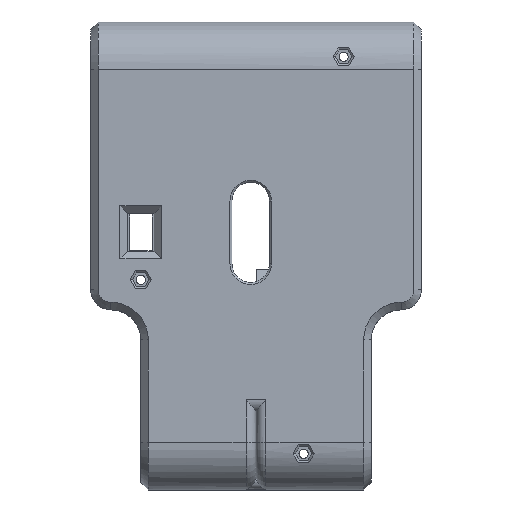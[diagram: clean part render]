
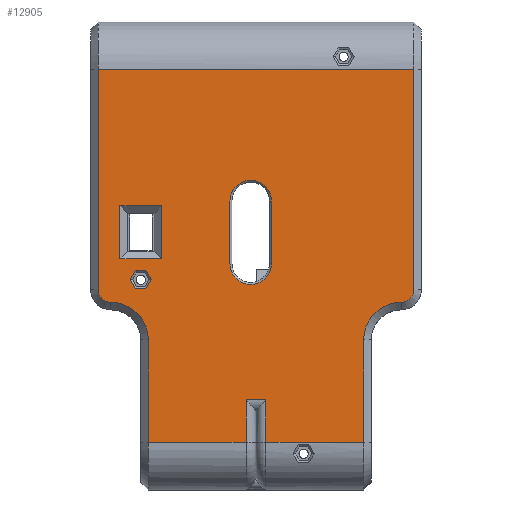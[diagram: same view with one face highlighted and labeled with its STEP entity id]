
A CAD part, top view. The second image highlights one B-rep face of the part: STEP entity #12905.
In plain terms, the highlighted planar face has unit normal (0, 0, 1).
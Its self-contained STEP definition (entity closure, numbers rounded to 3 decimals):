
#105=CIRCLE('',#13600,15.);
#106=CIRCLE('',#13601,5.);
#107=CIRCLE('',#13602,5.);
#108=CIRCLE('',#13603,15.);
#109=CIRCLE('',#13604,8.3);
#110=CIRCLE('',#13605,8.3);
#1167=FACE_BOUND('',#2116,.T.);
#1168=FACE_BOUND('',#2117,.T.);
#1169=FACE_BOUND('',#2118,.T.);
#1381=FACE_OUTER_BOUND('',#2115,.T.);
#2115=EDGE_LOOP('',(#9450,#9451,#9452,#9453,#9454,#9455,#9456,#9457,#9458,
#9459,#9460,#9461,#9462,#9463));
#2116=EDGE_LOOP('',(#9464,#9465,#9466,#9467,#9468,#9469));
#2117=EDGE_LOOP('',(#9470,#9471,#9472,#9473));
#2118=EDGE_LOOP('',(#9474,#9475,#9476,#9477));
#3143=LINE('',#18570,#4358);
#3145=LINE('',#18585,#4360);
#3146=LINE('',#18587,#4361);
#3147=LINE('',#18589,#4362);
#3148=LINE('',#18591,#4363);
#3149=LINE('',#18597,#4364);
#3150=LINE('',#18599,#4365);
#3151=LINE('',#18601,#4366);
#3152=LINE('',#18607,#4367);
#3153=LINE('',#18608,#4368);
#3154=LINE('',#18611,#4369);
#3155=LINE('',#18613,#4370);
#3156=LINE('',#18615,#4371);
#3157=LINE('',#18617,#4372);
#3158=LINE('',#18619,#4373);
#3159=LINE('',#18620,#4374);
#3160=LINE('',#18623,#4375);
#3161=LINE('',#18625,#4376);
#3162=LINE('',#18627,#4377);
#3163=LINE('',#18628,#4378);
#3164=LINE('',#18633,#4379);
#3165=LINE('',#18636,#4380);
#4358=VECTOR('',#14675,10.);
#4360=VECTOR('',#14679,10.);
#4361=VECTOR('',#14680,10.);
#4362=VECTOR('',#14681,10.);
#4363=VECTOR('',#14682,10.);
#4364=VECTOR('',#14687,10.);
#4365=VECTOR('',#14688,10.);
#4366=VECTOR('',#14689,10.);
#4367=VECTOR('',#14694,10.);
#4368=VECTOR('',#14695,10.);
#4369=VECTOR('',#14696,10.);
#4370=VECTOR('',#14697,10.);
#4371=VECTOR('',#14698,10.);
#4372=VECTOR('',#14699,10.);
#4373=VECTOR('',#14700,10.);
#4374=VECTOR('',#14701,10.);
#4375=VECTOR('',#14702,10.);
#4376=VECTOR('',#14703,10.);
#4377=VECTOR('',#14704,10.);
#4378=VECTOR('',#14705,10.);
#4379=VECTOR('',#14708,10.);
#4380=VECTOR('',#14711,10.);
#5594=VERTEX_POINT('',#18558);
#5595=VERTEX_POINT('',#18569);
#5597=VERTEX_POINT('',#18584);
#5598=VERTEX_POINT('',#18586);
#5599=VERTEX_POINT('',#18588);
#5600=VERTEX_POINT('',#18590);
#5601=VERTEX_POINT('',#18592);
#5602=VERTEX_POINT('',#18594);
#5603=VERTEX_POINT('',#18596);
#5604=VERTEX_POINT('',#18598);
#5605=VERTEX_POINT('',#18600);
#5606=VERTEX_POINT('',#18602);
#5607=VERTEX_POINT('',#18604);
#5608=VERTEX_POINT('',#18606);
#5609=VERTEX_POINT('',#18609);
#5610=VERTEX_POINT('',#18610);
#5611=VERTEX_POINT('',#18612);
#5612=VERTEX_POINT('',#18614);
#5613=VERTEX_POINT('',#18616);
#5614=VERTEX_POINT('',#18618);
#5615=VERTEX_POINT('',#18621);
#5616=VERTEX_POINT('',#18622);
#5617=VERTEX_POINT('',#18624);
#5618=VERTEX_POINT('',#18626);
#5619=VERTEX_POINT('',#18629);
#5620=VERTEX_POINT('',#18630);
#5621=VERTEX_POINT('',#18632);
#5622=VERTEX_POINT('',#18634);
#7067=EDGE_CURVE('',#5594,#5595,#3143,.T.);
#7070=EDGE_CURVE('',#5595,#5597,#3145,.T.);
#7071=EDGE_CURVE('',#5598,#5594,#3146,.T.);
#7072=EDGE_CURVE('',#5599,#5598,#3147,.T.);
#7073=EDGE_CURVE('',#5600,#5599,#3148,.T.);
#7074=EDGE_CURVE('',#5601,#5600,#105,.T.);
#7075=EDGE_CURVE('',#5602,#5601,#106,.T.);
#7076=EDGE_CURVE('',#5603,#5602,#3149,.T.);
#7077=EDGE_CURVE('',#5604,#5603,#3150,.T.);
#7078=EDGE_CURVE('',#5605,#5604,#3151,.T.);
#7079=EDGE_CURVE('',#5606,#5605,#107,.T.);
#7080=EDGE_CURVE('',#5607,#5606,#108,.T.);
#7081=EDGE_CURVE('',#5608,#5607,#3152,.T.);
#7082=EDGE_CURVE('',#5597,#5608,#3153,.T.);
#7083=EDGE_CURVE('',#5609,#5610,#3154,.T.);
#7084=EDGE_CURVE('',#5611,#5609,#3155,.T.);
#7085=EDGE_CURVE('',#5612,#5611,#3156,.T.);
#7086=EDGE_CURVE('',#5613,#5612,#3157,.T.);
#7087=EDGE_CURVE('',#5614,#5613,#3158,.T.);
#7088=EDGE_CURVE('',#5610,#5614,#3159,.T.);
#7089=EDGE_CURVE('',#5615,#5616,#3160,.T.);
#7090=EDGE_CURVE('',#5617,#5615,#3161,.T.);
#7091=EDGE_CURVE('',#5618,#5617,#3162,.T.);
#7092=EDGE_CURVE('',#5616,#5618,#3163,.T.);
#7093=EDGE_CURVE('',#5619,#5620,#109,.T.);
#7094=EDGE_CURVE('',#5621,#5619,#3164,.T.);
#7095=EDGE_CURVE('',#5622,#5621,#110,.T.);
#7096=EDGE_CURVE('',#5620,#5622,#3165,.T.);
#9450=ORIENTED_EDGE('',*,*,#7070,.F.);
#9451=ORIENTED_EDGE('',*,*,#7067,.F.);
#9452=ORIENTED_EDGE('',*,*,#7071,.F.);
#9453=ORIENTED_EDGE('',*,*,#7072,.F.);
#9454=ORIENTED_EDGE('',*,*,#7073,.F.);
#9455=ORIENTED_EDGE('',*,*,#7074,.F.);
#9456=ORIENTED_EDGE('',*,*,#7075,.F.);
#9457=ORIENTED_EDGE('',*,*,#7076,.F.);
#9458=ORIENTED_EDGE('',*,*,#7077,.F.);
#9459=ORIENTED_EDGE('',*,*,#7078,.F.);
#9460=ORIENTED_EDGE('',*,*,#7079,.F.);
#9461=ORIENTED_EDGE('',*,*,#7080,.F.);
#9462=ORIENTED_EDGE('',*,*,#7081,.F.);
#9463=ORIENTED_EDGE('',*,*,#7082,.F.);
#9464=ORIENTED_EDGE('',*,*,#7083,.F.);
#9465=ORIENTED_EDGE('',*,*,#7084,.F.);
#9466=ORIENTED_EDGE('',*,*,#7085,.F.);
#9467=ORIENTED_EDGE('',*,*,#7086,.F.);
#9468=ORIENTED_EDGE('',*,*,#7087,.F.);
#9469=ORIENTED_EDGE('',*,*,#7088,.F.);
#9470=ORIENTED_EDGE('',*,*,#7089,.F.);
#9471=ORIENTED_EDGE('',*,*,#7090,.F.);
#9472=ORIENTED_EDGE('',*,*,#7091,.F.);
#9473=ORIENTED_EDGE('',*,*,#7092,.F.);
#9474=ORIENTED_EDGE('',*,*,#7093,.F.);
#9475=ORIENTED_EDGE('',*,*,#7094,.F.);
#9476=ORIENTED_EDGE('',*,*,#7095,.F.);
#9477=ORIENTED_EDGE('',*,*,#7096,.F.);
#12488=PLANE('',#13599);
#12905=ADVANCED_FACE('',(#1381,#1167,#1168,#1169),#12488,.T.);
#13599=AXIS2_PLACEMENT_3D('',#18583,#14677,#14678);
#13600=AXIS2_PLACEMENT_3D('',#18593,#14683,#14684);
#13601=AXIS2_PLACEMENT_3D('',#18595,#14685,#14686);
#13602=AXIS2_PLACEMENT_3D('',#18603,#14690,#14691);
#13603=AXIS2_PLACEMENT_3D('',#18605,#14692,#14693);
#13604=AXIS2_PLACEMENT_3D('',#18631,#14706,#14707);
#13605=AXIS2_PLACEMENT_3D('',#18635,#14709,#14710);
#14675=DIRECTION('',(-1.,0.,0.));
#14677=DIRECTION('center_axis',(0.,0.,1.));
#14678=DIRECTION('ref_axis',(1.,0.,0.));
#14679=DIRECTION('',(0.,-1.,0.));
#14680=DIRECTION('',(0.,1.,0.));
#14681=DIRECTION('',(-1.,0.,0.));
#14682=DIRECTION('',(0.,-1.,0.));
#14683=DIRECTION('center_axis',(0.,0.,1.));
#14684=DIRECTION('ref_axis',(-0.707,0.707,0.));
#14685=DIRECTION('center_axis',(0.,0.,-1.));
#14686=DIRECTION('ref_axis',(0.707,-0.707,0.));
#14687=DIRECTION('',(0.,-1.,0.));
#14688=DIRECTION('',(1.,0.,0.));
#14689=DIRECTION('',(0.,1.,0.));
#14690=DIRECTION('center_axis',(0.,0.,-1.));
#14691=DIRECTION('ref_axis',(-0.707,-0.707,0.));
#14692=DIRECTION('center_axis',(0.,0.,1.));
#14693=DIRECTION('ref_axis',(0.707,0.707,0.));
#14694=DIRECTION('',(0.,1.,0.));
#14695=DIRECTION('',(-1.,0.,0.));
#14696=DIRECTION('',(0.5,-0.866,0.));
#14697=DIRECTION('',(-0.5,-0.866,0.));
#14698=DIRECTION('',(-1.,0.,0.));
#14699=DIRECTION('',(-0.5,0.866,0.));
#14700=DIRECTION('',(0.5,0.866,0.));
#14701=DIRECTION('',(1.,0.,0.));
#14702=DIRECTION('',(-1.,0.,0.));
#14703=DIRECTION('',(0.,1.,0.));
#14704=DIRECTION('',(1.,0.,0.));
#14705=DIRECTION('',(0.,-1.,0.));
#14706=DIRECTION('center_axis',(0.,0.,1.));
#14707=DIRECTION('ref_axis',(0.707,0.707,0.));
#14708=DIRECTION('',(0.,1.,0.));
#14709=DIRECTION('center_axis',(0.,0.,1.));
#14710=DIRECTION('ref_axis',(0.707,-0.707,0.));
#14711=DIRECTION('',(0.,-1.,0.));
#18558=CARTESIAN_POINT('',(9.95,-145.91,38.));
#18569=CARTESIAN_POINT('',(2.05,-145.91,38.));
#18570=CARTESIAN_POINT('',(5.988,-145.91,38.));
#18583=CARTESIAN_POINT('Origin',(6.,-88.5,38.));
#18584=CARTESIAN_POINT('',(2.05,-163.,38.));
#18585=CARTESIAN_POINT('',(2.05,-125.75,38.));
#18586=CARTESIAN_POINT('',(9.95,-163.,38.));
#18587=CARTESIAN_POINT('',(9.95,-119.75,38.));
#18588=CARTESIAN_POINT('',(49.,-163.,38.));
#18589=CARTESIAN_POINT('',(-17.,-163.,38.));
#18590=CARTESIAN_POINT('',(49.,-122.,38.));
#18591=CARTESIAN_POINT('',(49.,-135.25,38.));
#18592=CARTESIAN_POINT('',(64.,-107.,38.));
#18593=CARTESIAN_POINT('Origin',(64.,-122.,38.));
#18594=CARTESIAN_POINT('',(69.,-102.,38.));
#18595=CARTESIAN_POINT('Origin',(64.,-102.,38.));
#18596=CARTESIAN_POINT('',(69.,-14.,38.));
#18597=CARTESIAN_POINT('',(69.,-99.25,38.));
#18598=CARTESIAN_POINT('',(-57.,-14.,38.));
#18599=CARTESIAN_POINT('',(39.,-14.,38.));
#18600=CARTESIAN_POINT('',(-57.,-102.,38.));
#18601=CARTESIAN_POINT('',(-57.,-41.75,38.));
#18602=CARTESIAN_POINT('',(-52.,-107.,38.));
#18603=CARTESIAN_POINT('Origin',(-52.,-102.,38.));
#18604=CARTESIAN_POINT('',(-37.,-122.,38.));
#18605=CARTESIAN_POINT('Origin',(-52.,-122.,38.));
#18606=CARTESIAN_POINT('',(-37.,-163.,38.));
#18607=CARTESIAN_POINT('',(-37.,-99.25,38.));
#18608=CARTESIAN_POINT('',(-17.,-163.,38.));
#18609=CARTESIAN_POINT('',(-44.256,-98.002,38.));
#18610=CARTESIAN_POINT('',(-42.149,-101.652,38.));
#18611=CARTESIAN_POINT('',(-39.093,-106.944,38.));
#18612=CARTESIAN_POINT('',(-42.149,-94.352,38.));
#18613=CARTESIAN_POINT('',(-35.802,-83.358,38.));
#18614=CARTESIAN_POINT('',(-37.934,-94.352,38.));
#18615=CARTESIAN_POINT('',(-17.844,-94.352,38.));
#18616=CARTESIAN_POINT('',(-35.827,-98.002,38.));
#18617=CARTESIAN_POINT('',(-33.594,-101.869,38.));
#18618=CARTESIAN_POINT('',(-37.934,-101.652,38.));
#18619=CARTESIAN_POINT('',(-28.657,-85.583,38.));
#18620=CARTESIAN_POINT('',(-16.198,-101.652,38.));
#18621=CARTESIAN_POINT('',(-31.651,-68.487,38.));
#18622=CARTESIAN_POINT('',(-48.351,-68.487,38.));
#18623=CARTESIAN_POINT('',(-19.676,-68.487,38.));
#18624=CARTESIAN_POINT('',(-31.651,-89.687,38.));
#18625=CARTESIAN_POINT('',(-31.651,-79.993,38.));
#18626=CARTESIAN_POINT('',(-48.351,-89.687,38.));
#18627=CARTESIAN_POINT('',(-14.326,-89.687,38.));
#18628=CARTESIAN_POINT('',(-48.351,-87.593,38.));
#18629=CARTESIAN_POINT('',(12.192,-66.587,38.));
#18630=CARTESIAN_POINT('',(-4.408,-66.587,38.));
#18631=CARTESIAN_POINT('Origin',(3.892,-66.587,38.));
#18632=CARTESIAN_POINT('',(12.192,-91.587,38.));
#18633=CARTESIAN_POINT('',(12.192,-93.793,38.));
#18634=CARTESIAN_POINT('',(-4.408,-91.587,38.));
#18635=CARTESIAN_POINT('Origin',(3.892,-91.587,38.));
#18636=CARTESIAN_POINT('',(-4.408,-73.793,38.));
